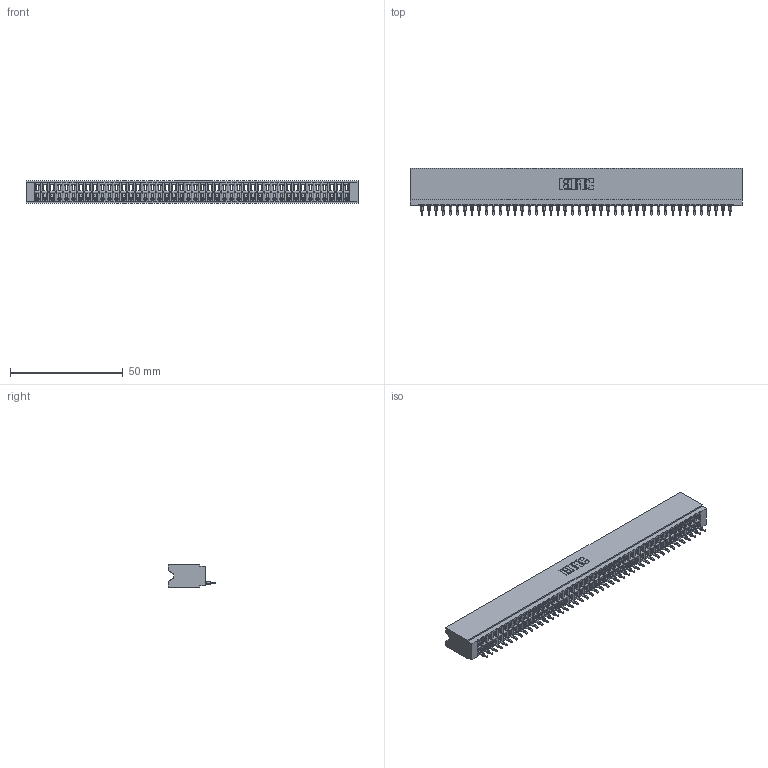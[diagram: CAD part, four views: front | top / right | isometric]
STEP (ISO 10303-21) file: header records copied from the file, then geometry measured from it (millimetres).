
FILE_DESCRIPTION (( 'STEP AP203' ), '1' );
FILE_NAME ('746-044-520-106.STEP', '2026-03-04T17:09:36', ( '' ), ( '' ), 'SwSTEP 2.0', 'SolidWorks 2023', '' );
FILE_SCHEMA (( 'CONFIG_CONTROL_DESIGN' ));
Length unit declared in the file: millimetre
Products named in the file (3): 746-292-001_520; 746-044-520-106; 746 Part_.515 Slot Depth - 06
Assembly tree (45 placements, depth 2):
  746-044-520-106
    746 Part_.515 Slot Depth - 06
    746-292-001_520  x44
Bounding box: 146.94 x 20.82 x 9.91 mm (x, y, z)
Volume: 15242.3 mm3; surface area: 22349.4 mm2
Topology: 45 solids, 45 shells, 4850 faces, 13773 edges, 8843 vertices
Faces by surface type: plane 2828, bspline 880, cylinder 878, torus 264
Entity records: 66225 total; most frequent: CARTESIAN_POINT 13384, ORIENTED_EDGE 11636, DIRECTION 9624, EDGE_CURVE 5818, VECTOR 5194, LINE 5194, VERTEX_POINT 3855, AXIS2_PLACEMENT_3D 2215
